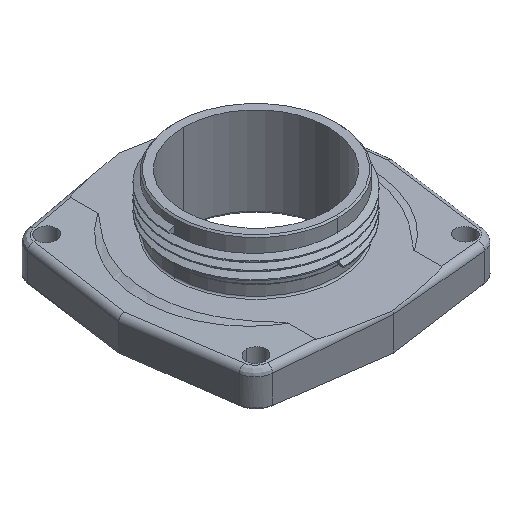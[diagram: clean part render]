
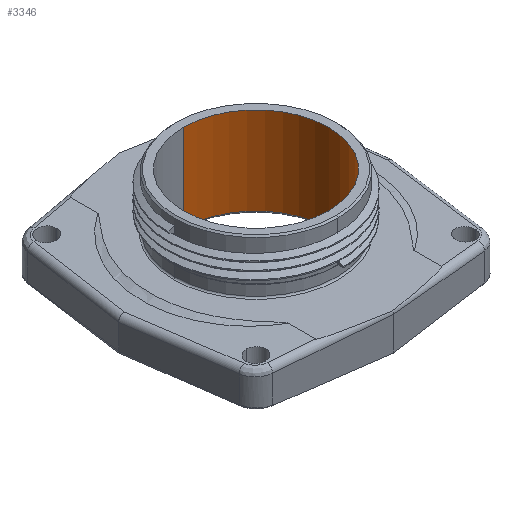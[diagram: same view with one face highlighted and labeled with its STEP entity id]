
A CAD part, isometric view. The second image highlights one B-rep face of the part: STEP entity #3346.
In plain terms, the highlighted cylindrical face has radius 38.1 mm (diameter 76.2 mm), a partial arc.
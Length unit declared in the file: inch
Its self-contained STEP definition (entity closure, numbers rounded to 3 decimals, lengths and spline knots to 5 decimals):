
#1136=CARTESIAN_POINT('',(0.,0.,1.95746));
#1137=DIRECTION('',(0.,0.,-1.));
#1138=DIRECTION('',(0.,1.,0.));
#1139=AXIS2_PLACEMENT_3D('',#1136,#1137,#1138);
#1146=CARTESIAN_POINT('',(0.,0.,0.14446));
#1147=DIRECTION('',(0.,0.,1.));
#1148=DIRECTION('',(0.,-1.,0.));
#1149=AXIS2_PLACEMENT_3D('',#1146,#1147,#1148);
#1164=DIRECTION('',(0.,0.,1.));
#1165=VECTOR('',#1164,1.813);
#1166=CARTESIAN_POINT('',(0.,-1.5,
0.14446));
#1167=LINE('',#1166,#1165);
#1168=DIRECTION('',(0.,0.,1.));
#1169=VECTOR('',#1168,1.813);
#1170=CARTESIAN_POINT('',(0.,1.5,
0.14446));
#1171=LINE('',#1170,#1169);
#1995=CARTESIAN_POINT('',(0.,1.5,1.95746));
#1996=CARTESIAN_POINT('',(0.,-1.5,1.95746));
#1997=VERTEX_POINT('',#1995);
#1998=VERTEX_POINT('',#1996);
#2003=CARTESIAN_POINT('',(0.,-1.5,0.14446));
#2004=CARTESIAN_POINT('',(0.,1.5,0.14446));
#2005=VERTEX_POINT('',#2003);
#2006=VERTEX_POINT('',#2004);
#3332=CARTESIAN_POINT('',(0.,0.,3.06111));
#3333=DIRECTION('',(0.,0.,-1.));
#3334=DIRECTION('',(0.,-1.,0.));
#3335=AXIS2_PLACEMENT_3D('',#3332,#3333,#3334);
#3336=CYLINDRICAL_SURFACE('',#3335,1.5);
#3338=ORIENTED_EDGE('',*,*,#3337,.T.);
#3340=ORIENTED_EDGE('',*,*,#3339,.T.);
#3341=ORIENTED_EDGE('',*,*,#3325,.T.);
#3343=ORIENTED_EDGE('',*,*,#3342,.F.);
#3344=EDGE_LOOP('',(#3338,#3340,#3341,#3343));
#3345=FACE_OUTER_BOUND('',#3344,.F.);
#1140=CIRCLE('',#1139,1.5);
#1150=CIRCLE('',#1149,1.5);
#3325=EDGE_CURVE('',#1997,#1998,#1140,.T.);
#3337=EDGE_CURVE('',#2005,#2006,#1150,.T.);
#3339=EDGE_CURVE('',#2006,#1997,#1171,.T.);
#3342=EDGE_CURVE('',#2005,#1998,#1167,.T.);
#3346=ADVANCED_FACE('',(#3345),#3336,.F.);
